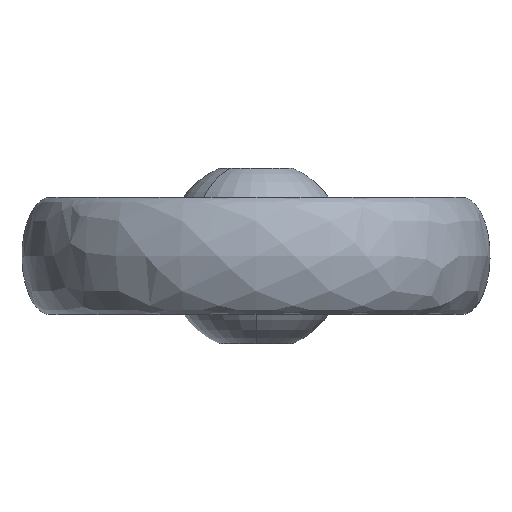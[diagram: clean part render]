
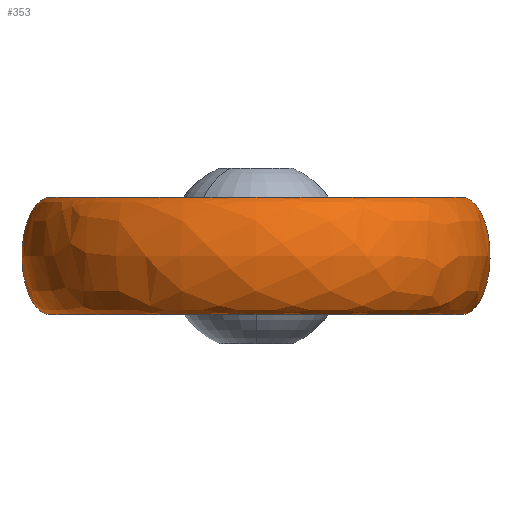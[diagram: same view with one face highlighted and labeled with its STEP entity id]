
A CAD part, left-side view. The second image highlights one B-rep face of the part: STEP entity #353.
In plain terms, the highlighted free-form (B-spline) face has degree [3, 3] with [4, 4] control points.
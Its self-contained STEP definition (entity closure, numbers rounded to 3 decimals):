
#182 = VERTEX_POINT ( 'NONE', #1708 ) ;
#191 = CARTESIAN_POINT ( 'NONE',  ( -179., -89.5, 20. ) ) ;
#203 =( BOUNDED_SURFACE ( )  B_SPLINE_SURFACE ( 3, 3, ( 
 ( #3996, #3706, #1177, #468 ),
 ( #1157, #191, #2468, #2410 ),
 ( #3766, #3443, #550, #1741 ),
 ( #3124, #1476, #1825, #1096 ) ),
 .UNSPECIFIED., .F., .F., .F. ) 
 B_SPLINE_SURFACE_WITH_KNOTS ( ( 4, 4 ),
 ( 4, 4 ),
 ( 0., 1. ),
 ( 0., 1. ),
 .UNSPECIFIED. ) 
 GEOMETRIC_REPRESENTATION_ITEM ( )  RATIONAL_B_SPLINE_SURFACE ( (
 ( 1., 0.333, 0.333, 1.),
 ( 0.333, 0.111, 0.111, 0.333),
 ( 0.333, 0.111, 0.111, 0.333),
 ( 1., 0.333, 0.333, 1.) ) ) 
 REPRESENTATION_ITEM ( '' )  SURFACE ( )  );
#353 = ADVANCED_FACE ( 'NONE', ( #2704 ), #203, .F. ) ;
#468 = CARTESIAN_POINT ( 'NONE',  ( 0., 70.5, 20. ) ) ;
#550 = CARTESIAN_POINT ( 'NONE',  ( -179., 89.5, -20. ) ) ;
#592 = DIRECTION ( 'NONE',  ( 0., 1., 0. ) ) ;
#624 = EDGE_LOOP ( 'NONE', ( #4023, #3456, #920, #1339 ) ) ;
#782 = CARTESIAN_POINT ( 'NONE',  ( 0., 70.5, -20. ) ) ;
#799 = DIRECTION ( 'NONE',  ( 0., 0., -1. ) ) ;
#836 = CARTESIAN_POINT ( 'NONE',  ( 0., 70.5, -20. ) ) ;
#920 = ORIENTED_EDGE ( 'NONE', *, *, #2044, .T. ) ;
#976 = CIRCLE ( 'NONE', #2935, 70.5 ) ;
#1056 = CARTESIAN_POINT ( 'NONE',  ( 0., -70.5, 20. ) ) ;
#1096 = CARTESIAN_POINT ( 'NONE',  ( 0., 70.5, -20. ) ) ;
#1136 = CARTESIAN_POINT ( 'NONE',  ( 0., 0., -20. ) ) ;
#1152 = CARTESIAN_POINT ( 'NONE',  ( 0., 0., 20. ) ) ;
#1157 = CARTESIAN_POINT ( 'NONE',  ( 0., -89.5, 20. ) ) ;
#1164 = CARTESIAN_POINT ( 'NONE',  ( 0., 70.5, 20. ) ) ;
#1177 = CARTESIAN_POINT ( 'NONE',  ( -141., 70.5, 20. ) ) ;
#1317 =( BOUNDED_CURVE ( )  B_SPLINE_CURVE ( 3, ( #3021, #2043, #3396, #836 ),
 .UNSPECIFIED., .F., .F. ) 
 B_SPLINE_CURVE_WITH_KNOTS ( ( 4, 4 ),
 ( 0., 1. ),
 .UNSPECIFIED. ) 
 CURVE ( )  GEOMETRIC_REPRESENTATION_ITEM ( )  RATIONAL_B_SPLINE_CURVE ( ( 1., 0.333, 0.333, 1. ) ) 
 REPRESENTATION_ITEM ( '' )  );
#1339 = ORIENTED_EDGE ( 'NONE', *, *, #2064, .F. ) ;
#1377 = EDGE_CURVE ( 'NONE', #3131, #3454, #2122, .T. ) ;
#1476 = CARTESIAN_POINT ( 'NONE',  ( -141., -70.5, -20. ) ) ;
#1708 = CARTESIAN_POINT ( 'NONE',  ( 0., -70.5, -20. ) ) ;
#1741 = CARTESIAN_POINT ( 'NONE',  ( 0., 89.5, -20. ) ) ;
#1825 = CARTESIAN_POINT ( 'NONE',  ( -141., 70.5, -20. ) ) ;
#1961 = CARTESIAN_POINT ( 'NONE',  ( 0., -89.5, -20. ) ) ;
#2021 = CARTESIAN_POINT ( 'NONE',  ( 0., -70.5, -20. ) ) ;
#2043 = CARTESIAN_POINT ( 'NONE',  ( 0., 89.5, 20. ) ) ;
#2044 = EDGE_CURVE ( 'NONE', #3131, #3527, #1317, .T. ) ;
#2064 = EDGE_CURVE ( 'NONE', #182, #3527, #976, .T. ) ;
#2102 = DIRECTION ( 'NONE',  ( 0., 1., 0. ) ) ;
#2122 = CIRCLE ( 'NONE', #3217, 70.5 ) ;
#2410 = CARTESIAN_POINT ( 'NONE',  ( 0., 89.5, 20. ) ) ;
#2468 = CARTESIAN_POINT ( 'NONE',  ( -179., 89.5, 20. ) ) ;
#2492 = EDGE_CURVE ( 'NONE', #3454, #182, #3448, .T. ) ;
#2649 = CARTESIAN_POINT ( 'NONE',  ( 0., -70.5, 20. ) ) ;
#2704 = FACE_OUTER_BOUND ( 'NONE', #624, .T. ) ;
#2935 = AXIS2_PLACEMENT_3D ( 'NONE', #1136, #799, #2102 ) ;
#3021 = CARTESIAN_POINT ( 'NONE',  ( 0., 70.5, 20. ) ) ;
#3124 = CARTESIAN_POINT ( 'NONE',  ( 0., -70.5, -20. ) ) ;
#3131 = VERTEX_POINT ( 'NONE', #1164 ) ;
#3217 = AXIS2_PLACEMENT_3D ( 'NONE', #1152, #3784, #592 ) ;
#3316 = CARTESIAN_POINT ( 'NONE',  ( 0., -89.5, 20. ) ) ;
#3396 = CARTESIAN_POINT ( 'NONE',  ( 0., 89.5, -20. ) ) ;
#3443 = CARTESIAN_POINT ( 'NONE',  ( -179., -89.5, -20. ) ) ;
#3448 =( BOUNDED_CURVE ( )  B_SPLINE_CURVE ( 3, ( #1056, #3316, #1961, #2021 ),
 .UNSPECIFIED., .F., .F. ) 
 B_SPLINE_CURVE_WITH_KNOTS ( ( 4, 4 ),
 ( 0., 1. ),
 .UNSPECIFIED. ) 
 CURVE ( )  GEOMETRIC_REPRESENTATION_ITEM ( )  RATIONAL_B_SPLINE_CURVE ( ( 1., 0.333, 0.333, 1. ) ) 
 REPRESENTATION_ITEM ( '' )  );
#3454 = VERTEX_POINT ( 'NONE', #2649 ) ;
#3456 = ORIENTED_EDGE ( 'NONE', *, *, #1377, .F. ) ;
#3527 = VERTEX_POINT ( 'NONE', #782 ) ;
#3706 = CARTESIAN_POINT ( 'NONE',  ( -141., -70.5, 20. ) ) ;
#3766 = CARTESIAN_POINT ( 'NONE',  ( 0., -89.5, -20. ) ) ;
#3784 = DIRECTION ( 'NONE',  ( 0., 0., 1. ) ) ;
#3996 = CARTESIAN_POINT ( 'NONE',  ( 0., -70.5, 20. ) ) ;
#4023 = ORIENTED_EDGE ( 'NONE', *, *, #2492, .F. ) ;
